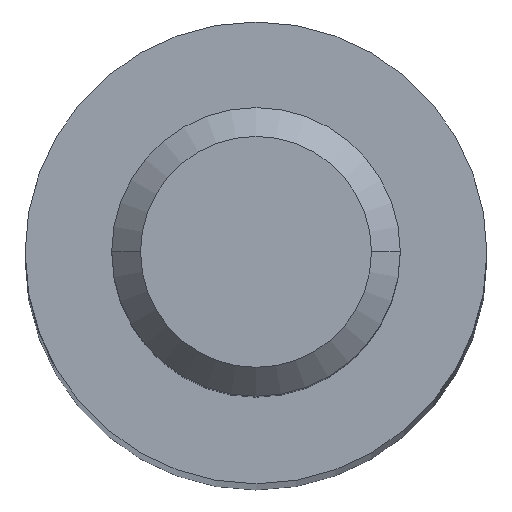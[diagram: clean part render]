
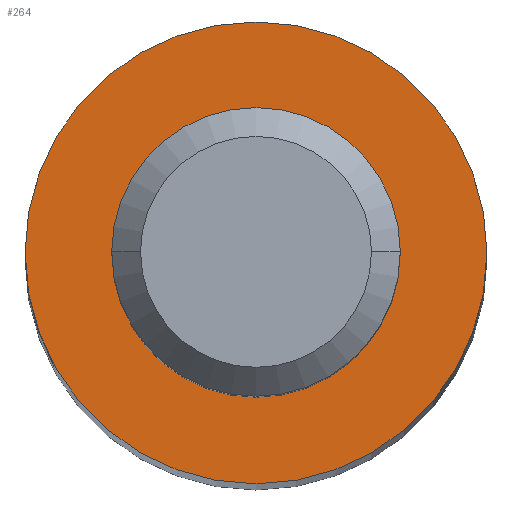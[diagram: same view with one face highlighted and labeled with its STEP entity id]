
A CAD part, top view. The second image highlights one B-rep face of the part: STEP entity #264.
In plain terms, the highlighted planar face has unit normal (0, 0, 1).
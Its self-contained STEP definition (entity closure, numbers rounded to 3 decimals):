
#14 = ORIENTED_EDGE ( 'NONE', *, *, #537, .T. ) ;
#33 = VERTEX_POINT ( 'NONE', #104 ) ;
#40 = AXIS2_PLACEMENT_3D ( 'NONE', #47, #48, #352 ) ;
#47 = CARTESIAN_POINT ( 'NONE',  ( 0., 0., 125. ) ) ;
#48 = DIRECTION ( 'NONE',  ( 0., 0., 1. ) ) ;
#55 = DIRECTION ( 'NONE',  ( 0., 0., 1. ) ) ;
#63 = AXIS2_PLACEMENT_3D ( 'NONE', #320, #55, #139 ) ;
#99 = EDGE_LOOP ( 'NONE', ( #14, #196 ) ) ;
#104 = CARTESIAN_POINT ( 'NONE',  ( -5., 0., 125. ) ) ;
#116 = DIRECTION ( 'NONE',  ( 0., 0., 1. ) ) ;
#120 = CARTESIAN_POINT ( 'NONE',  ( -8., 0., 125. ) ) ;
#121 = CIRCLE ( 'NONE', #210, 5. ) ;
#133 = CIRCLE ( 'NONE', #63, 8. ) ;
#135 = CARTESIAN_POINT ( 'NONE',  ( 0., 0., 125. ) ) ;
#139 = DIRECTION ( 'NONE',  ( 1., 0., 0. ) ) ;
#170 = VERTEX_POINT ( 'NONE', #287 ) ;
#173 = AXIS2_PLACEMENT_3D ( 'NONE', #341, #507, #303 ) ;
#176 = DIRECTION ( 'NONE',  ( 1., 0., 0. ) ) ;
#196 = ORIENTED_EDGE ( 'NONE', *, *, #393, .T. ) ;
#210 = AXIS2_PLACEMENT_3D ( 'NONE', #135, #428, #176 ) ;
#236 = CIRCLE ( 'NONE', #173, 5. ) ;
#247 = DIRECTION ( 'NONE',  ( 1., 0., 0. ) ) ;
#264 = ADVANCED_FACE ( 'NONE', ( #335, #518 ), #510, .T. ) ;
#270 = ORIENTED_EDGE ( 'NONE', *, *, #296, .F. ) ;
#286 = AXIS2_PLACEMENT_3D ( 'NONE', #469, #116, #247 ) ;
#287 = CARTESIAN_POINT ( 'NONE',  ( 5., 0., 125. ) ) ;
#296 = EDGE_CURVE ( 'NONE', #170, #33, #236, .T. ) ;
#303 = DIRECTION ( 'NONE',  ( 1., 0., 0. ) ) ;
#320 = CARTESIAN_POINT ( 'NONE',  ( 0., 0., 125. ) ) ;
#333 = VERTEX_POINT ( 'NONE', #120 ) ;
#335 = FACE_BOUND ( 'NONE', #412, .T. ) ;
#341 = CARTESIAN_POINT ( 'NONE',  ( 0., 0., 125. ) ) ;
#352 = DIRECTION ( 'NONE',  ( 1., 0., 0. ) ) ;
#393 = EDGE_CURVE ( 'NONE', #524, #333, #451, .T. ) ;
#412 = EDGE_LOOP ( 'NONE', ( #429, #270 ) ) ;
#428 = DIRECTION ( 'NONE',  ( 0., 0., 1. ) ) ;
#429 = ORIENTED_EDGE ( 'NONE', *, *, #442, .F. ) ;
#442 = EDGE_CURVE ( 'NONE', #33, #170, #121, .T. ) ;
#451 = CIRCLE ( 'NONE', #40, 8. ) ;
#469 = CARTESIAN_POINT ( 'NONE',  ( 0., 0., 125. ) ) ;
#481 = CARTESIAN_POINT ( 'NONE',  ( 8., 0., 125. ) ) ;
#507 = DIRECTION ( 'NONE',  ( 0., 0., 1. ) ) ;
#510 = PLANE ( 'NONE',  #286 ) ;
#518 = FACE_OUTER_BOUND ( 'NONE', #99, .T. ) ;
#524 = VERTEX_POINT ( 'NONE', #481 ) ;
#537 = EDGE_CURVE ( 'NONE', #333, #524, #133, .T. ) ;
